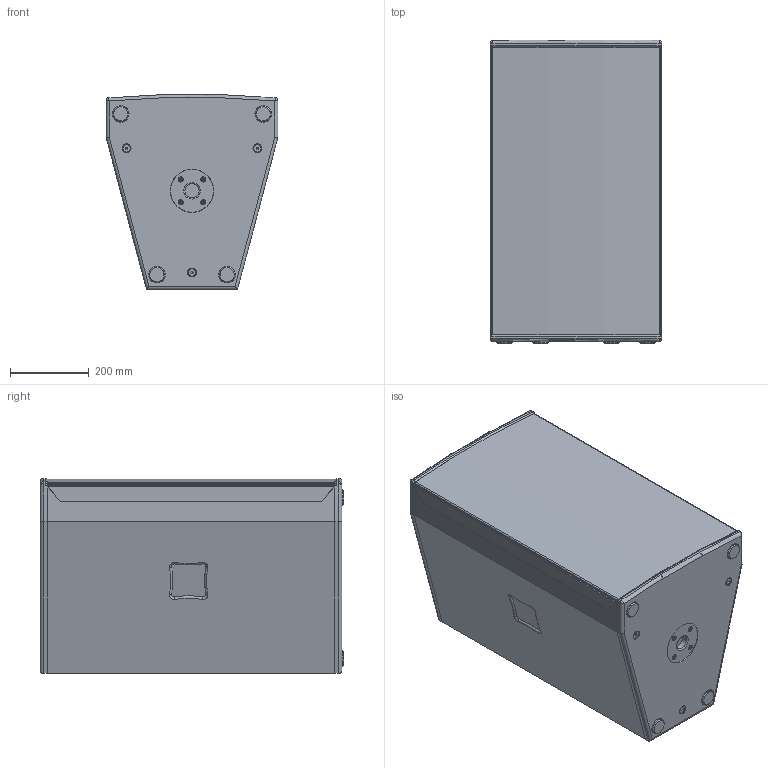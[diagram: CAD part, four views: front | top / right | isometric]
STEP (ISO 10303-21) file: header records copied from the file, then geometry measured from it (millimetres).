
FILE_DESCRIPTION(/* description */ (''),/* implementation_level */ '2;1');
FILE_NAME(/* name */ 'AUDAC-PX115.stp',/* time_stamp */ '2021-04-12T10:33:19+02:00',/* author */ ('kamiel'),/* organization */ (''),/* preprocessor_version */ 'ST-DEVELOPER v18.1',/* originating_system */ 'Autodesk Inventor 2021',/* authorisation */ '');
FILE_SCHEMA (('AUTOMOTIVE_DESIGN { 1 0 10303 214 3 1 1 }'));
Length unit declared in the file: millimetre
Products named in the file (1): AUDAC-PX115
Bounding box: 435 x 769 x 493.94 mm (x, y, z)
Volume: 132270097.1 mm3; surface area: 1662102.3 mm2
Topology: 1 solids, 21 shells, 723 faces, 1825 edges, 1181 vertices
Faces by surface type: plane 291, cone 200, cylinder 123, torus 95, sphere 10, bspline 4
Full cylindrical faces by diameter (mm): 5.387 x8, 6 x8, 6.5 x4, 7.5 x8, 8.376 x1, 9 x4, 10 x6, 11.3 x8, 11.5 x6, 19.22 x8, 35.3 x1, 36 x1, 41 x4, 42 x5, 45 x2, 108 x1, 108.75 x1, 109.5 x1, 110 x1
Entity records: 24315 total; most frequent: CARTESIAN_POINT 6924, ORIENTED_EDGE 3606, DIRECTION 3505, EDGE_CURVE 1803, AXIS2_PLACEMENT_3D 1422, VERTEX_POINT 1181, EDGE_LOOP 798, FACE_OUTER_BOUND 723
